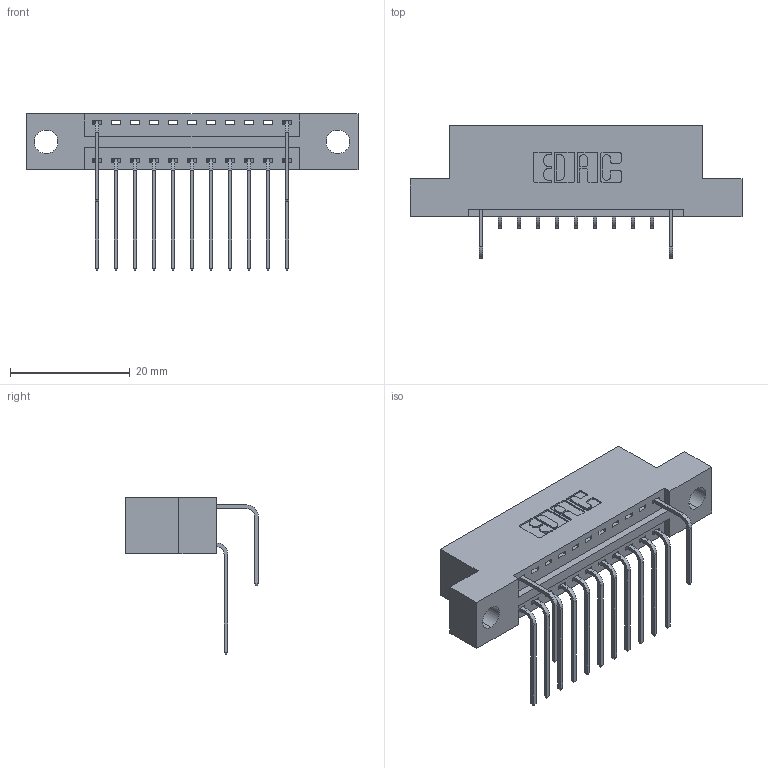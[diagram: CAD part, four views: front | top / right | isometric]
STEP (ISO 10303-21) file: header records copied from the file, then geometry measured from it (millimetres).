
FILE_DESCRIPTION (( 'STEP AP203' ), '1' );
FILE_NAME ('346-022-558-204.STEP', '2018-08-21T01:06:11', ( '' ), ( '' ), 'SwSTEP 2.0', 'SolidWorks 2016', '' );
FILE_SCHEMA (( 'CONFIG_CONTROL_DESIGN' ));
Length unit declared in the file: inch
Products named in the file (4): 345-292-001_558 559 Tail - 1; 345-292-001_558 Tail - 2; 346-022-558-204; 346 Part_Flush Mounting Lugs - 0.156 Dia-TH
Assembly tree (14 placements, depth 2):
  346-022-558-204
    346 Part_Flush Mounting Lugs - 0.156 Dia-TH
    345-292-001_558 559 Tail - 1  x11
    345-292-001_558 Tail - 2  x2
Bounding box: 55.5 x 22.16 x 26.16 mm (x, y, z)
Volume: 5077.2 mm3; surface area: 6197.8 mm2
Topology: 14 solids, 14 shells, 878 faces, 2611 edges, 1722 vertices
Faces by surface type: plane 602, cylinder 276
Entity records: 12851 total; most frequent: CARTESIAN_POINT 2250, ORIENTED_EDGE 2142, DIRECTION 1997, EDGE_CURVE 1071, VECTOR 855, LINE 855, VERTEX_POINT 710, AXIS2_PLACEMENT_3D 571
